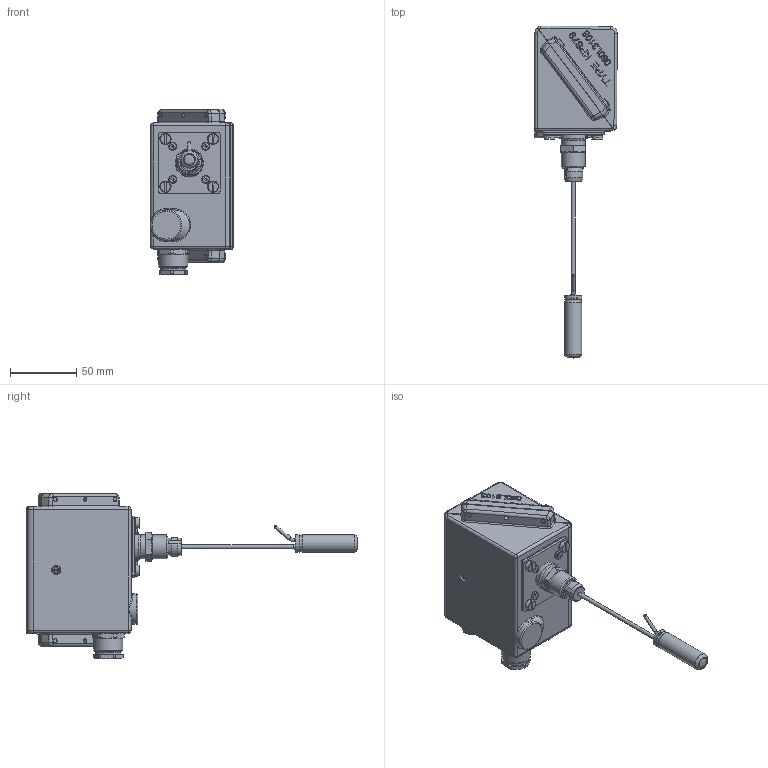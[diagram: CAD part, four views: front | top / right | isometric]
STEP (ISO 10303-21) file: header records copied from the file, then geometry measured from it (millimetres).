
FILE_DESCRIPTION((''),'2;1');
FILE_NAME('WEB060L8061.step','2015-01-15T11:52:47',(''),(''),'Autodesk Inventor 2012','Autodesk Inventor 2012','');
FILE_SCHEMA(('AUTOMOTIVE_DESIGN { 1 2 10303 214 0 1 1 1 }'));
Length unit declared in the file: millimetre
Products named in the file (1): WEB060L8061
Bounding box: 62.29 x 250.55 x 125 mm (x, y, z)
Volume: 475624.3 mm3; surface area: 103294.4 mm2
Topology: 4 solids, 31 shells, 2456 faces, 6310 edges, 4113 vertices
Faces by surface type: plane 1208, bspline 633, cylinder 464, torus 85, cone 54, sphere 12
Full cylindrical faces by diameter (mm): 0.4 x2, 0.5 x1, 0.9 x1, 1.1 x2, 1.6 x1, 2.5 x3, 2.65 x1, 3 x7, 3.2 x1, 3.5 x5, 3.6 x4, 4 x17, 4.134 x4, 4.2 x8, 4.51 x4, 5 x4, 5.1 x1, 5.5 x8, 6 x5, 6.8 x1, 7 x5, 7.8 x1, 7.9 x4, 8 x4, 10.4 x1, 11 x1, 11.04 x1, 11.6 x1, 12 x1, 12.1 x2
Entity records: 80424 total; most frequent: CARTESIAN_POINT 24139, ORIENTED_EDGE 12088, DIRECTION 9409, EDGE_CURVE 6044, VERTEX_POINT 4056, VECTOR 3483, LINE 3483, AXIS2_PLACEMENT_3D 2963
